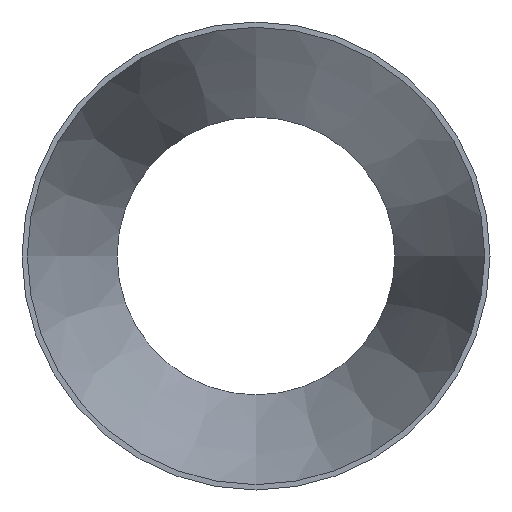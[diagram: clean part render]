
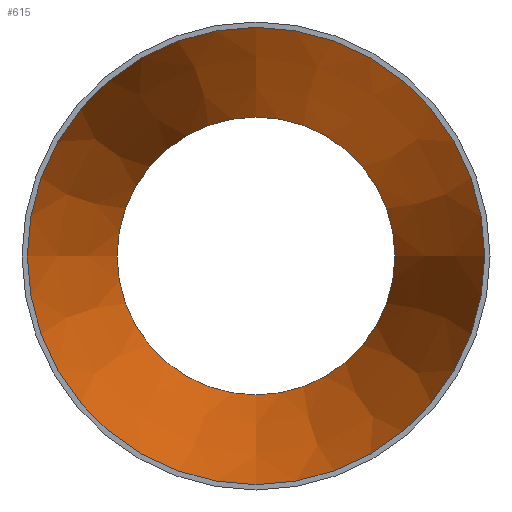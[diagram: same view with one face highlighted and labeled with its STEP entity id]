
A CAD part, front view. The second image highlights one B-rep face of the part: STEP entity #615.
In plain terms, the highlighted conical face has half-angle 16.389 degrees and reference radius 133.373 mm.
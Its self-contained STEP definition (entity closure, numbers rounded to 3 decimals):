
#141 = CARTESIAN_POINT ( 'NONE',  ( 0., 0., 0. ) ) ;
#615 = ADVANCED_FACE ( 'NONE', ( #41582, #25531 ), #18796, .F. ) ;
#2185 = CARTESIAN_POINT ( 'NONE',  ( 0., 178., -81.023 ) ) ;
#3199 = AXIS2_PLACEMENT_3D ( 'NONE', #141, #3315, #25971 ) ;
#3315 = DIRECTION ( 'NONE',  ( 0., -1., 0. ) ) ;
#6259 = DIRECTION ( 'NONE',  ( 0., 0., -1. ) ) ;
#6551 = CIRCLE ( 'NONE', #22790, 81.023 ) ;
#7231 = EDGE_LOOP ( 'NONE', ( #38372 ) ) ;
#9436 = DIRECTION ( 'NONE',  ( 0., -1., 0. ) ) ;
#16099 = AXIS2_PLACEMENT_3D ( 'NONE', #38405, #9436, #6259 ) ;
#16275 = EDGE_LOOP ( 'NONE', ( #41480 ) ) ;
#18796 = CONICAL_SURFACE ( 'NONE', #16099, 133.373, 0.286 ) ;
#21456 = CIRCLE ( 'NONE', #3199, 133.373 ) ;
#22515 = DIRECTION ( 'NONE',  ( 0., -1., 0. ) ) ;
#22790 = AXIS2_PLACEMENT_3D ( 'NONE', #34367, #22515, #29502 ) ;
#24853 = CARTESIAN_POINT ( 'NONE',  ( 0., 0., -133.373 ) ) ;
#25531 = FACE_OUTER_BOUND ( 'NONE', #16275, .T. ) ;
#25971 = DIRECTION ( 'NONE',  ( 0., 0., -1. ) ) ;
#27275 = EDGE_CURVE ( 'NONE', #30990, #30990, #6551, .T. ) ;
#28020 = VERTEX_POINT ( 'NONE', #24853 ) ;
#29502 = DIRECTION ( 'NONE',  ( 0., 0., -1. ) ) ;
#30990 = VERTEX_POINT ( 'NONE', #2185 ) ;
#34200 = EDGE_CURVE ( 'NONE', #28020, #28020, #21456, .T. ) ;
#34367 = CARTESIAN_POINT ( 'NONE',  ( 0., 178., 0. ) ) ;
#38372 = ORIENTED_EDGE ( 'NONE', *, *, #27275, .F. ) ;
#38405 = CARTESIAN_POINT ( 'NONE',  ( 0., 0., 0. ) ) ;
#41480 = ORIENTED_EDGE ( 'NONE', *, *, #34200, .T. ) ;
#41582 = FACE_BOUND ( 'NONE', #7231, .T. ) ;
